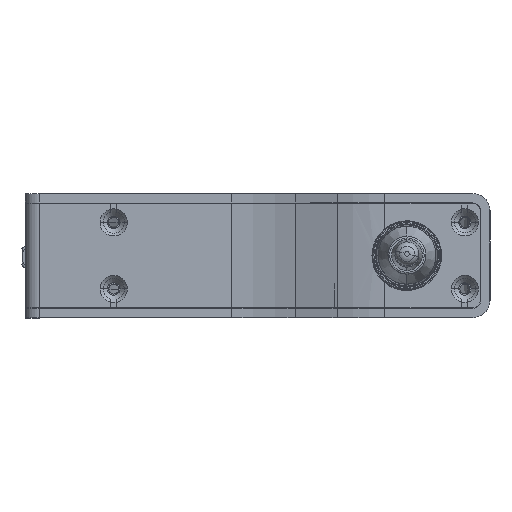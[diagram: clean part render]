
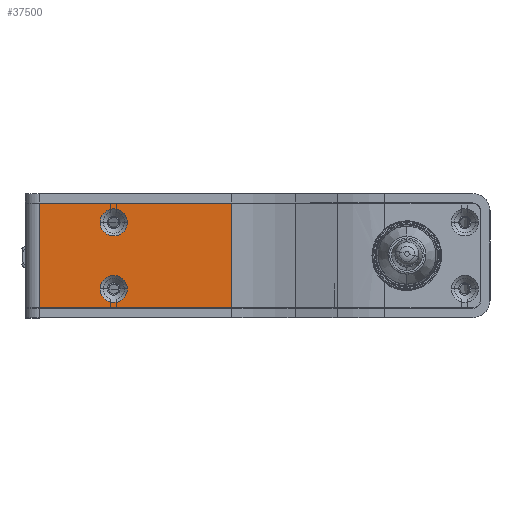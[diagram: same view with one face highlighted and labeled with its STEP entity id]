
A CAD part, top view. The second image highlights one B-rep face of the part: STEP entity #37500.
In plain terms, the highlighted planar face has unit normal (0, 0, 1).
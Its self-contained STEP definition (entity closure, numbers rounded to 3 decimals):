
#12344 = VECTOR ( 'NONE', #91964, 1000. ) ;
#14369 = EDGE_LOOP ( 'NONE', ( #19495, #119025 ) ) ;
#14535 = CARTESIAN_POINT ( 'NONE',  ( -101.445, 13.526, -9.48 ) ) ;
#17613 = DIRECTION ( 'NONE',  ( 1., 0., 0. ) ) ;
#19495 = ORIENTED_EDGE ( 'NONE', *, *, #100832, .F. ) ;
#20852 = CARTESIAN_POINT ( 'NONE',  ( -85.751, -8.574, -9.48 ) ) ;
#22474 = DIRECTION ( 'NONE',  ( 1., 0., 0. ) ) ;
#23031 = DIRECTION ( 'NONE',  ( 0., 1., 0. ) ) ;
#23962 = VERTEX_POINT ( 'NONE', #132998 ) ;
#37500 = ADVANCED_FACE ( 'NONE', ( #101781, #171264, #91677 ), #119080, .F. ) ;
#37512 = CIRCLE ( 'NONE', #92910, 3.5 ) ;
#40640 = DIRECTION ( 'NONE',  ( 1., 0., 0. ) ) ;
#41716 = VERTEX_POINT ( 'NONE', #111969 ) ;
#41963 = ORIENTED_EDGE ( 'NONE', *, *, #170566, .F. ) ;
#43309 = CARTESIAN_POINT ( 'NONE',  ( -82.251, -8.574, -9.48 ) ) ;
#43611 = VERTEX_POINT ( 'NONE', #14535 ) ;
#45921 = CARTESIAN_POINT ( 'NONE',  ( -82.251, 8.626, -9.48 ) ) ;
#48616 = DIRECTION ( 'NONE',  ( 0., 0., 1. ) ) ;
#49067 = CARTESIAN_POINT ( 'NONE',  ( -105.645, 13.526, -9.48 ) ) ;
#53870 = CARTESIAN_POINT ( 'NONE',  ( -51.77, 13.566, -9.48 ) ) ;
#60397 = CARTESIAN_POINT ( 'NONE',  ( -78.751, 8.626, -9.48 ) ) ;
#61875 = CARTESIAN_POINT ( 'NONE',  ( -105.645, -13.474, -9.48 ) ) ;
#63657 = LINE ( 'NONE', #61875, #12344 ) ;
#64653 = VERTEX_POINT ( 'NONE', #172165 ) ;
#77310 = CARTESIAN_POINT ( 'NONE',  ( -82.251, 8.626, -9.48 ) ) ;
#77715 = EDGE_CURVE ( 'NONE', #142170, #130008, #37512, .T. ) ;
#79112 = AXIS2_PLACEMENT_3D ( 'NONE', #43309, #99010, #178602 ) ;
#79456 = DIRECTION ( 'NONE',  ( 0., 1., 0. ) ) ;
#87756 = VERTEX_POINT ( 'NONE', #151086 ) ;
#88091 = DIRECTION ( 'NONE',  ( -1., 0., 0. ) ) ;
#90660 = LINE ( 'NONE', #92450, #129920 ) ;
#90968 = CIRCLE ( 'NONE', #108456, 3.5 ) ;
#91042 = AXIS2_PLACEMENT_3D ( 'NONE', #143814, #115499, #88091 ) ;
#91677 = FACE_BOUND ( 'NONE', #120796, .T. ) ;
#91964 = DIRECTION ( 'NONE',  ( 1., 0., 0. ) ) ;
#92450 = CARTESIAN_POINT ( 'NONE',  ( -101.445, 16.086, -9.48 ) ) ;
#92910 = AXIS2_PLACEMENT_3D ( 'NONE', #45921, #48616, #17613 ) ;
#93418 = AXIS2_PLACEMENT_3D ( 'NONE', #77310, #136628, #22474 ) ;
#94805 = EDGE_LOOP ( 'NONE', ( #151429, #133803, #112968, #172976 ) ) ;
#99010 = DIRECTION ( 'NONE',  ( 0., 0., 1. ) ) ;
#100832 = EDGE_CURVE ( 'NONE', #130008, #142170, #151723, .T. ) ;
#101781 = FACE_OUTER_BOUND ( 'NONE', #94805, .T. ) ;
#104774 = DIRECTION ( 'NONE',  ( 1., 0., 0. ) ) ;
#108456 = AXIS2_PLACEMENT_3D ( 'NONE', #110071, #165816, #40640 ) ;
#108457 = EDGE_CURVE ( 'NONE', #41716, #23962, #123278, .T. ) ;
#110071 = CARTESIAN_POINT ( 'NONE',  ( -82.251, -8.574, -9.48 ) ) ;
#111969 = CARTESIAN_POINT ( 'NONE',  ( -51.77, -13.474, -9.48 ) ) ;
#112968 = ORIENTED_EDGE ( 'NONE', *, *, #114993, .F. ) ;
#114637 = EDGE_CURVE ( 'NONE', #64653, #41716, #63657, .T. ) ;
#114993 = EDGE_CURVE ( 'NONE', #43611, #23962, #118478, .T. ) ;
#115499 = DIRECTION ( 'NONE',  ( 0., 0., -1. ) ) ;
#118478 = LINE ( 'NONE', #49067, #167032 ) ;
#119025 = ORIENTED_EDGE ( 'NONE', *, *, #77715, .F. ) ;
#119080 = PLANE ( 'NONE',  #91042 ) ;
#120796 = EDGE_LOOP ( 'NONE', ( #41963, #154498 ) ) ;
#121423 = CARTESIAN_POINT ( 'NONE',  ( -85.751, 8.626, -9.48 ) ) ;
#123278 = LINE ( 'NONE', #53870, #175488 ) ;
#129920 = VECTOR ( 'NONE', #23031, 1000. ) ;
#130008 = VERTEX_POINT ( 'NONE', #60397 ) ;
#132998 = CARTESIAN_POINT ( 'NONE',  ( -51.77, 13.526, -9.48 ) ) ;
#133803 = ORIENTED_EDGE ( 'NONE', *, *, #108457, .T. ) ;
#136628 = DIRECTION ( 'NONE',  ( 0., 0., 1. ) ) ;
#140290 = CIRCLE ( 'NONE', #79112, 3.5 ) ;
#142170 = VERTEX_POINT ( 'NONE', #121423 ) ;
#143814 = CARTESIAN_POINT ( 'NONE',  ( -102.045, 16.086, -9.48 ) ) ;
#147191 = EDGE_CURVE ( 'NONE', #64653, #43611, #90660, .T. ) ;
#151086 = CARTESIAN_POINT ( 'NONE',  ( -78.751, -8.574, -9.48 ) ) ;
#151429 = ORIENTED_EDGE ( 'NONE', *, *, #114637, .T. ) ;
#151723 = CIRCLE ( 'NONE', #93418, 3.5 ) ;
#154498 = ORIENTED_EDGE ( 'NONE', *, *, #176759, .F. ) ;
#165816 = DIRECTION ( 'NONE',  ( 0., 0., 1. ) ) ;
#167032 = VECTOR ( 'NONE', #104774, 1000. ) ;
#170566 = EDGE_CURVE ( 'NONE', #87756, #175251, #140290, .T. ) ;
#171264 = FACE_BOUND ( 'NONE', #14369, .T. ) ;
#172165 = CARTESIAN_POINT ( 'NONE',  ( -101.445, -13.474, -9.48 ) ) ;
#172976 = ORIENTED_EDGE ( 'NONE', *, *, #147191, .F. ) ;
#175251 = VERTEX_POINT ( 'NONE', #20852 ) ;
#175488 = VECTOR ( 'NONE', #79456, 1000. ) ;
#176759 = EDGE_CURVE ( 'NONE', #175251, #87756, #90968, .T. ) ;
#178602 = DIRECTION ( 'NONE',  ( 1., 0., 0. ) ) ;
